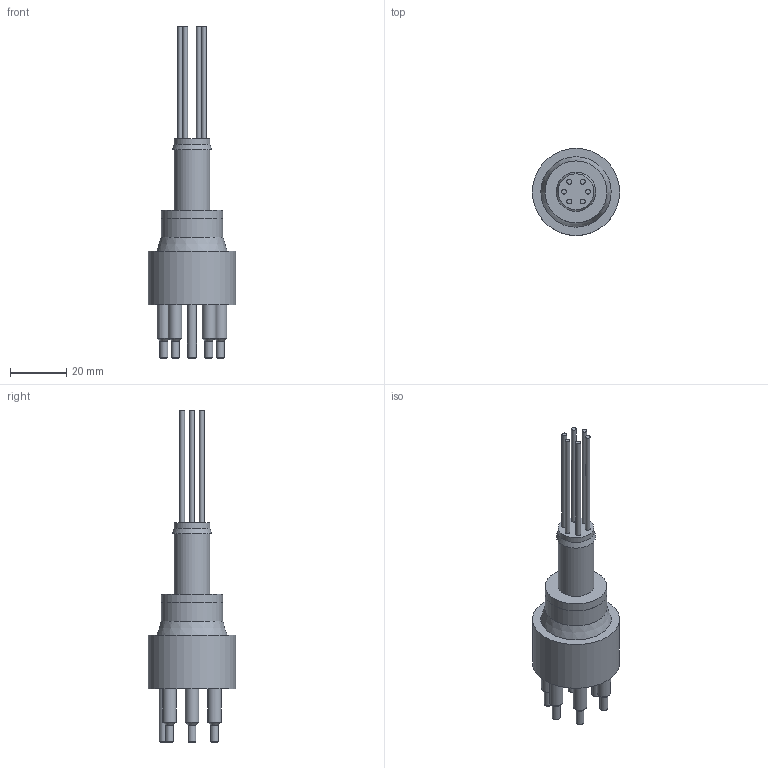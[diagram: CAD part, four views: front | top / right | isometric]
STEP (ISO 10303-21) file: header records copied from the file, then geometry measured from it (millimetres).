
FILE_DESCRIPTION(/* description */ (''),/* implementation_level */ '2;1');
FILE_NAME(/* name */ 'PBOF6M.stp',/* time_stamp */ '2014-11-28T08:32:19+01:00',/* author */ ('sh'),/* organization */ (''),/* preprocessor_version */ 'ST-DEVELOPER v15.2',/* originating_system */ 'Autodesk Inventor 2014',/* authorisation */ '');
FILE_SCHEMA (('AUTOMOTIVE_DESIGN { 1 0 10303 214 3 1 1 }'));
Length unit declared in the file: millimetre
Products named in the file (1): PBOF6M
Bounding box: 31 x 31 x 118 mm (x, y, z)
Volume: 25664.6 mm3; surface area: 8243.4 mm2
Topology: 1 solids, 1 shells, 177 faces, 428 edges, 279 vertices
Faces by surface type: plane 75, bspline 63, cylinder 24, cone 15
Full cylindrical faces by diameter (mm): 1.7 x6, 2.8 x6, 3.2 x1, 4.8 x6, 12.7 x2, 21.98 x1, 22 x1, 31 x1
Entity records: 5480 total; most frequent: CARTESIAN_POINT 1663, ORIENTED_EDGE 776, DIRECTION 550, EDGE_CURVE 388, VERTEX_POINT 278, EDGE_LOOP 242, LINE 204, VECTOR 204
